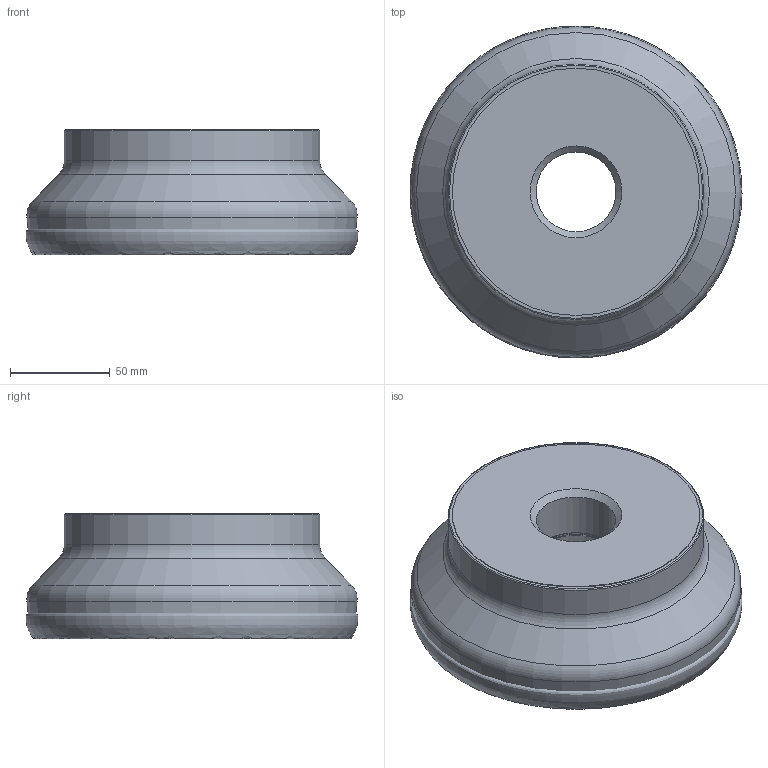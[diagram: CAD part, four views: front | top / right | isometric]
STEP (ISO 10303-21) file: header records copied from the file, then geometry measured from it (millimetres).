
FILE_DESCRIPTION(/* description */ (''),/* implementation_level */ '2;1');
FILE_NAME(/* name */ '1550811426154.stp',/* time_stamp */ '2019-02-22T10:27:19+06:00',/* author */ (''),/* organization */ ('SMS'),/* preprocessor_version */ 'ST-DEVELOPER v15',/* originating_system */ 'SIEMENS PLM Software NX 8.5',/* authorisation */ '');
FILE_SCHEMA (('AUTOMOTIVE_DESIGN { 1 0 10303 214 3 1 1 1 }'));
Length unit declared in the file: millimetre
Products named in the file (4): ASSEMBLY_CONSTRUCTION; 202047346mod000_00; 202159604mod000_00; 202159602mod000_00
Assembly tree (3 placements, depth 2):
  202159602mod000_00
    202159604mod000_00
    202047346mod000_00
    ASSEMBLY_CONSTRUCTION
Bounding box: 166.48 x 166.47 x 62.99 mm (x, y, z)
Volume: 857335.7 mm3; surface area: 96760.8 mm2
Topology: 2 solids, 2 shells, 25 faces, 49 edges, 48 vertices
Faces by surface type: cone 8, plane 6, torus 5, cylinder 5, bspline 1
Full cylindrical faces by diameter (mm): 40.013 x1, 40.3 x1, 88.5 x1, 124 x1, 128 x1
Entity records: 20276 total; most frequent: CARTESIAN_POINT 19547, DIRECTION 138, AXIS2_PLACEMENT_3D 69, FACE_BOUND 49, EDGE_LOOP 48, ORIENTED_EDGE 48, STYLED_ITEM 38, PRESENTATION_STYLE_ASSIGNMENT 38
